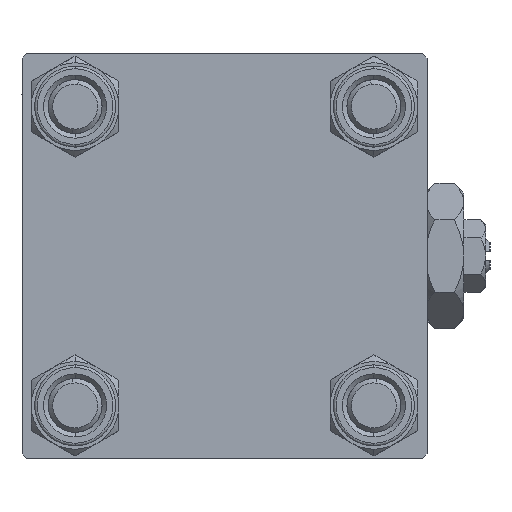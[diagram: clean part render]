
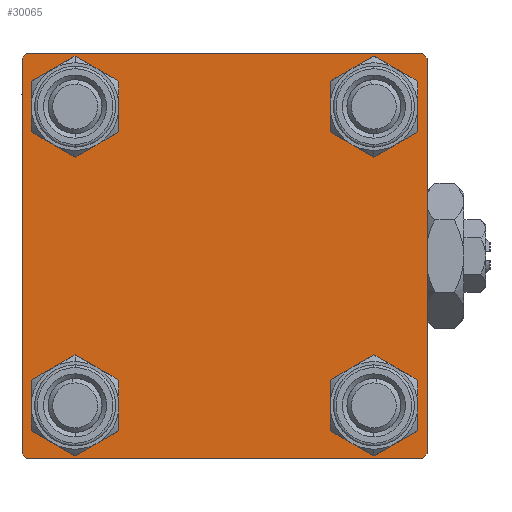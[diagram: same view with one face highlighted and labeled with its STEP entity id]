
A CAD part, left-side view. The second image highlights one B-rep face of the part: STEP entity #30065.
In plain terms, the highlighted planar face has unit normal (-1, 0, 0).
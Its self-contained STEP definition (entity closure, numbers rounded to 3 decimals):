
#430 = CARTESIAN_POINT ( 'NONE',  ( 0., -16.6, 13.1 ) ) ;
#662 = CIRCLE ( 'NONE', #31258, 3.5 ) ;
#896 = ORIENTED_EDGE ( 'NONE', *, *, #4433, .T. ) ;
#915 = ORIENTED_EDGE ( 'NONE', *, *, #20041, .F. ) ;
#1103 = ORIENTED_EDGE ( 'NONE', *, *, #39627, .T. ) ;
#1253 = DIRECTION ( 'NONE',  ( 0., -1., 0. ) ) ;
#1405 = DIRECTION ( 'NONE',  ( 0., 0., -1. ) ) ;
#1543 = DIRECTION ( 'NONE',  ( 0., 0.707, 0.707 ) ) ;
#1577 = CARTESIAN_POINT ( 'NONE',  ( 0., -16.6, -16.6 ) ) ;
#1637 = CARTESIAN_POINT ( 'NONE',  ( 0., 16.6, 13.1 ) ) ;
#1842 = VERTEX_POINT ( 'NONE', #17564 ) ;
#2799 = EDGE_CURVE ( 'NONE', #43522, #41369, #21631, .T. ) ;
#2917 = DIRECTION ( 'NONE',  ( 0., 0., 1. ) ) ;
#3473 = VECTOR ( 'NONE', #1405, 1000. ) ;
#3648 = DIRECTION ( 'NONE',  ( 0., 0., 1. ) ) ;
#4433 = EDGE_CURVE ( 'NONE', #26735, #28019, #37476, .T. ) ;
#4877 = CARTESIAN_POINT ( 'NONE',  ( 0., 22.25, -22.25 ) ) ;
#4913 = LINE ( 'NONE', #41097, #39099 ) ;
#5177 = EDGE_CURVE ( 'NONE', #39543, #36150, #49555, .T. ) ;
#5368 = DIRECTION ( 'NONE',  ( 0., 0., 1. ) ) ;
#6171 = CARTESIAN_POINT ( 'NONE',  ( 0., -16.6, -16.6 ) ) ;
#6290 = AXIS2_PLACEMENT_3D ( 'NONE', #12544, #21057, #16810 ) ;
#6690 = EDGE_LOOP ( 'NONE', ( #7294, #11511 ) ) ;
#7294 = ORIENTED_EDGE ( 'NONE', *, *, #5177, .T. ) ;
#7771 = DIRECTION ( 'NONE',  ( 1., 0., 0. ) ) ;
#8282 = PLANE ( 'NONE',  #6290 ) ;
#8413 = CARTESIAN_POINT ( 'NONE',  ( 0., -22., -22.5 ) ) ;
#8890 = EDGE_CURVE ( 'NONE', #30452, #27277, #662, .T. ) ;
#9229 = EDGE_CURVE ( 'NONE', #12492, #48969, #42315, .T. ) ;
#9365 = DIRECTION ( 'NONE',  ( 0., 0., 1. ) ) ;
#9376 = DIRECTION ( 'NONE',  ( 0., 0., -1. ) ) ;
#10012 = CARTESIAN_POINT ( 'NONE',  ( 0., 16.6, 20.1 ) ) ;
#10152 = CARTESIAN_POINT ( 'NONE',  ( 0., 22., -22.5 ) ) ;
#10875 = CIRCLE ( 'NONE', #40601, 3.5 ) ;
#11511 = ORIENTED_EDGE ( 'NONE', *, *, #29441, .T. ) ;
#12492 = VERTEX_POINT ( 'NONE', #12583 ) ;
#12544 = CARTESIAN_POINT ( 'NONE',  ( 0., 0., 0. ) ) ;
#12583 = CARTESIAN_POINT ( 'NONE',  ( 0., 16.6, -13.1 ) ) ;
#13115 = LINE ( 'NONE', #21360, #28165 ) ;
#14166 = CIRCLE ( 'NONE', #43870, 3.5 ) ;
#14303 = EDGE_CURVE ( 'NONE', #48969, #12492, #43189, .T. ) ;
#14651 = DIRECTION ( 'NONE',  ( 1., 0., 0. ) ) ;
#14962 = EDGE_CURVE ( 'NONE', #25729, #22690, #33493, .T. ) ;
#15127 = EDGE_CURVE ( 'NONE', #48042, #46336, #26562, .T. ) ;
#15275 = CARTESIAN_POINT ( 'NONE',  ( 0., -22.5, -22. ) ) ;
#15598 = LINE ( 'NONE', #15857, #43807 ) ;
#15857 = CARTESIAN_POINT ( 'NONE',  ( 0., 22.5, 22.5 ) ) ;
#16544 = FACE_OUTER_BOUND ( 'NONE', #35034, .T. ) ;
#16809 = DIRECTION ( 'NONE',  ( 1., 0., 0. ) ) ;
#16810 = DIRECTION ( 'NONE',  ( 0., 0., 1. ) ) ;
#16930 = VERTEX_POINT ( 'NONE', #10152 ) ;
#17417 = EDGE_CURVE ( 'NONE', #1842, #43522, #4913, .T. ) ;
#17564 = CARTESIAN_POINT ( 'NONE',  ( 0., 22., 22.5 ) ) ;
#17600 = EDGE_LOOP ( 'NONE', ( #48482, #47014 ) ) ;
#19853 = DIRECTION ( 'NONE',  ( 0., -1., 0. ) ) ;
#20041 = EDGE_CURVE ( 'NONE', #25729, #46336, #13115, .T. ) ;
#20837 = CARTESIAN_POINT ( 'NONE',  ( 0., -16.6, -13.1 ) ) ;
#21057 = DIRECTION ( 'NONE',  ( -1., 0., 0. ) ) ;
#21300 = ORIENTED_EDGE ( 'NONE', *, *, #17417, .T. ) ;
#21360 = CARTESIAN_POINT ( 'NONE',  ( 0., -22.5, 22.5 ) ) ;
#21631 = LINE ( 'NONE', #37846, #3473 ) ;
#21700 = CARTESIAN_POINT ( 'NONE',  ( 0., -16.6, -20.1 ) ) ;
#21790 = DIRECTION ( 'NONE',  ( 0., 0., 1. ) ) ;
#22023 = CARTESIAN_POINT ( 'NONE',  ( 0., 16.6, -20.1 ) ) ;
#22663 = CARTESIAN_POINT ( 'NONE',  ( 0., -22., 22.5 ) ) ;
#22690 = VERTEX_POINT ( 'NONE', #22663 ) ;
#25057 = FACE_BOUND ( 'NONE', #27592, .T. ) ;
#25111 = LINE ( 'NONE', #4877, #40457 ) ;
#25402 = ORIENTED_EDGE ( 'NONE', *, *, #36923, .F. ) ;
#25433 = DIRECTION ( 'NONE',  ( 1., 0., 0. ) ) ;
#25483 = LINE ( 'NONE', #26010, #43946 ) ;
#25729 = VERTEX_POINT ( 'NONE', #49269 ) ;
#25773 = CARTESIAN_POINT ( 'NONE',  ( 0., -22.25, 22.25 ) ) ;
#26010 = CARTESIAN_POINT ( 'NONE',  ( 0., 22.5, -22.5 ) ) ;
#26176 = DIRECTION ( 'NONE',  ( 0., -0.707, -0.707 ) ) ;
#26510 = ORIENTED_EDGE ( 'NONE', *, *, #15127, .T. ) ;
#26562 = LINE ( 'NONE', #27071, #37322 ) ;
#26735 = VERTEX_POINT ( 'NONE', #1637 ) ;
#27071 = CARTESIAN_POINT ( 'NONE',  ( 0., -22.25, -22.25 ) ) ;
#27277 = VERTEX_POINT ( 'NONE', #27534 ) ;
#27483 = DIRECTION ( 'NONE',  ( 0., 0., 1. ) ) ;
#27534 = CARTESIAN_POINT ( 'NONE',  ( 0., -16.6, 20.1 ) ) ;
#27592 = EDGE_LOOP ( 'NONE', ( #43741, #35106 ) ) ;
#28019 = VERTEX_POINT ( 'NONE', #10012 ) ;
#28165 = VECTOR ( 'NONE', #9376, 1000. ) ;
#28509 = FACE_BOUND ( 'NONE', #17600, .T. ) ;
#29212 = CARTESIAN_POINT ( 'NONE',  ( 0., -16.6, 16.6 ) ) ;
#29441 = EDGE_CURVE ( 'NONE', #36150, #39543, #30946, .T. ) ;
#29602 = AXIS2_PLACEMENT_3D ( 'NONE', #33779, #49474, #21790 ) ;
#30065 = ADVANCED_FACE ( 'NONE', ( #25057, #44730, #28509, #41545, #16544 ), #8282, .T. ) ;
#30452 = VERTEX_POINT ( 'NONE', #430 ) ;
#30946 = CIRCLE ( 'NONE', #48773, 3.5 ) ;
#30965 = ORIENTED_EDGE ( 'NONE', *, *, #41823, .T. ) ;
#31258 = AXIS2_PLACEMENT_3D ( 'NONE', #39371, #14651, #2917 ) ;
#32415 = DIRECTION ( 'NONE',  ( 1., 0., 0. ) ) ;
#33047 = AXIS2_PLACEMENT_3D ( 'NONE', #33422, #25433, #41911 ) ;
#33422 = CARTESIAN_POINT ( 'NONE',  ( 0., 16.6, -16.6 ) ) ;
#33493 = LINE ( 'NONE', #25773, #34793 ) ;
#33779 = CARTESIAN_POINT ( 'NONE',  ( 0., 16.6, -16.6 ) ) ;
#33841 = CARTESIAN_POINT ( 'NONE',  ( 0., 16.6, 16.6 ) ) ;
#34793 = VECTOR ( 'NONE', #1543, 1000. ) ;
#35034 = EDGE_LOOP ( 'NONE', ( #51421, #1103, #30965, #26510, #915, #46717, #25402, #21300 ) ) ;
#35106 = ORIENTED_EDGE ( 'NONE', *, *, #8890, .T. ) ;
#36150 = VERTEX_POINT ( 'NONE', #21700 ) ;
#36766 = AXIS2_PLACEMENT_3D ( 'NONE', #1577, #40096, #3648 ) ;
#36923 = EDGE_CURVE ( 'NONE', #1842, #22690, #15598, .T. ) ;
#37322 = VECTOR ( 'NONE', #42763, 1000. ) ;
#37476 = CIRCLE ( 'NONE', #40883, 3.5 ) ;
#37846 = CARTESIAN_POINT ( 'NONE',  ( 0., 22.5, 22.5 ) ) ;
#39099 = VECTOR ( 'NONE', #44812, 1000. ) ;
#39371 = CARTESIAN_POINT ( 'NONE',  ( 0., -16.6, 16.6 ) ) ;
#39543 = VERTEX_POINT ( 'NONE', #20837 ) ;
#39627 = EDGE_CURVE ( 'NONE', #41369, #16930, #25111, .T. ) ;
#40096 = DIRECTION ( 'NONE',  ( 1., 0., 0. ) ) ;
#40457 = VECTOR ( 'NONE', #26176, 1000. ) ;
#40601 = AXIS2_PLACEMENT_3D ( 'NONE', #33841, #16809, #5368 ) ;
#40883 = AXIS2_PLACEMENT_3D ( 'NONE', #47950, #7771, #27483 ) ;
#40960 = CARTESIAN_POINT ( 'NONE',  ( 0., 22.5, -22. ) ) ;
#41097 = CARTESIAN_POINT ( 'NONE',  ( 0., 22.25, 22.25 ) ) ;
#41369 = VERTEX_POINT ( 'NONE', #40960 ) ;
#41545 = FACE_BOUND ( 'NONE', #49244, .T. ) ;
#41823 = EDGE_CURVE ( 'NONE', #16930, #48042, #25483, .T. ) ;
#41911 = DIRECTION ( 'NONE',  ( 0., 0., 1. ) ) ;
#42315 = CIRCLE ( 'NONE', #29602, 3.5 ) ;
#42615 = DIRECTION ( 'NONE',  ( 1., 0., 0. ) ) ;
#42763 = DIRECTION ( 'NONE',  ( 0., -0.707, 0.707 ) ) ;
#42780 = EDGE_CURVE ( 'NONE', #27277, #30452, #14166, .T. ) ;
#43189 = CIRCLE ( 'NONE', #33047, 3.5 ) ;
#43522 = VERTEX_POINT ( 'NONE', #49037 ) ;
#43741 = ORIENTED_EDGE ( 'NONE', *, *, #42780, .T. ) ;
#43807 = VECTOR ( 'NONE', #19853, 1000. ) ;
#43870 = AXIS2_PLACEMENT_3D ( 'NONE', #29212, #32415, #45693 ) ;
#43946 = VECTOR ( 'NONE', #1253, 1000. ) ;
#44192 = ORIENTED_EDGE ( 'NONE', *, *, #47441, .T. ) ;
#44730 = FACE_BOUND ( 'NONE', #6690, .T. ) ;
#44812 = DIRECTION ( 'NONE',  ( 0., 0.707, -0.707 ) ) ;
#45693 = DIRECTION ( 'NONE',  ( 0., 0., 1. ) ) ;
#46336 = VERTEX_POINT ( 'NONE', #15275 ) ;
#46717 = ORIENTED_EDGE ( 'NONE', *, *, #14962, .T. ) ;
#47014 = ORIENTED_EDGE ( 'NONE', *, *, #14303, .T. ) ;
#47441 = EDGE_CURVE ( 'NONE', #28019, #26735, #10875, .T. ) ;
#47950 = CARTESIAN_POINT ( 'NONE',  ( 0., 16.6, 16.6 ) ) ;
#48042 = VERTEX_POINT ( 'NONE', #8413 ) ;
#48482 = ORIENTED_EDGE ( 'NONE', *, *, #9229, .T. ) ;
#48773 = AXIS2_PLACEMENT_3D ( 'NONE', #6171, #42615, #9365 ) ;
#48969 = VERTEX_POINT ( 'NONE', #22023 ) ;
#49037 = CARTESIAN_POINT ( 'NONE',  ( 0., 22.5, 22. ) ) ;
#49244 = EDGE_LOOP ( 'NONE', ( #44192, #896 ) ) ;
#49269 = CARTESIAN_POINT ( 'NONE',  ( 0., -22.5, 22. ) ) ;
#49474 = DIRECTION ( 'NONE',  ( 1., 0., 0. ) ) ;
#49555 = CIRCLE ( 'NONE', #36766, 3.5 ) ;
#51421 = ORIENTED_EDGE ( 'NONE', *, *, #2799, .T. ) ;
